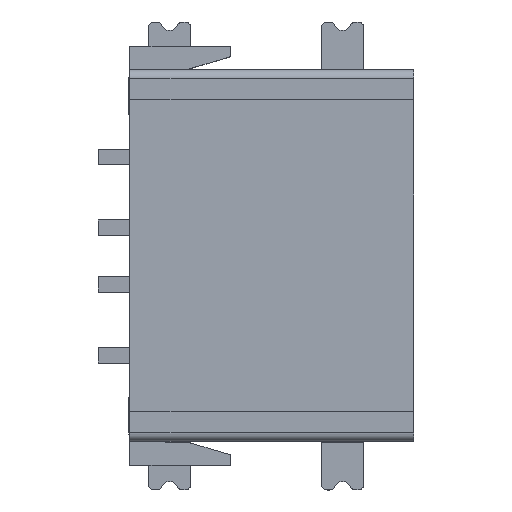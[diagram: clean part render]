
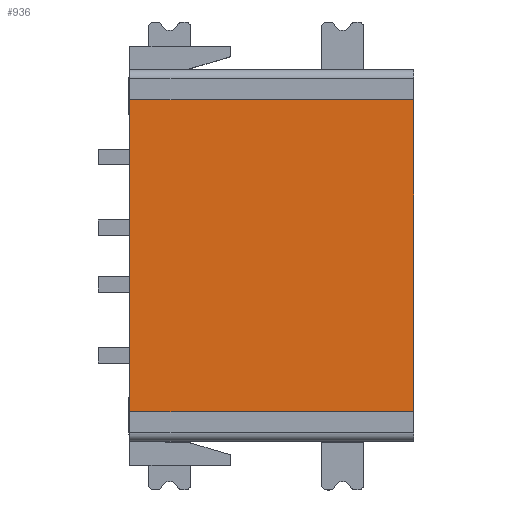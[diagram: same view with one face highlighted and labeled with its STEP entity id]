
A CAD part, top view. The second image highlights one B-rep face of the part: STEP entity #936.
In plain terms, the highlighted planar face has unit normal (0, 0, 1).
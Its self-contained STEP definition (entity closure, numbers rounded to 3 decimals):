
#936 = ADVANCED_FACE( '', ( #2275 ), #2276, .T. );
#2275 = FACE_OUTER_BOUND( '', #4302, .T. );
#2276 = PLANE( '', #4303 );
#4302 = EDGE_LOOP( '', ( #7275, #7276, #7277, #7278 ) );
#4303 = AXIS2_PLACEMENT_3D( '', #7279, #7280, #7281 );
#7275 = ORIENTED_EDGE( '', *, *, #12459, .T. );
#7276 = ORIENTED_EDGE( '', *, *, #12460, .T. );
#7277 = ORIENTED_EDGE( '', *, *, #12461, .T. );
#7278 = ORIENTED_EDGE( '', *, *, #12462, .T. );
#7279 = CARTESIAN_POINT( '', ( 0., 0., 0.05 ) );
#7280 = DIRECTION( '', ( 0., 0., 1. ) );
#7281 = DIRECTION( '', ( 1., 0., 0. ) );
#12459 = EDGE_CURVE( '', #15245, #15246, #15247, .T. );
#12460 = EDGE_CURVE( '', #15246, #15248, #15249, .T. );
#12461 = EDGE_CURVE( '', #15248, #15250, #15251, .T. );
#12462 = EDGE_CURVE( '', #15250, #15245, #15252, .T. );
#15245 = VERTEX_POINT( '', #19109 );
#15246 = VERTEX_POINT( '', #19110 );
#15247 = LINE( '', #19111, #19112 );
#15248 = VERTEX_POINT( '', #19113 );
#15249 = LINE( '', #19114, #19115 );
#15250 = VERTEX_POINT( '', #19116 );
#15251 = LINE( '', #19117, #19118 );
#15252 = LINE( '', #19119, #19120 );
#19109 = CARTESIAN_POINT( '', ( -5.5, 5., 0.05 ) );
#19110 = CARTESIAN_POINT( '', ( -5.5, -5., 0.05 ) );
#19111 = CARTESIAN_POINT( '', ( -5.5, 5., 0.05 ) );
#19112 = VECTOR( '', #22855, 1000. );
#19113 = CARTESIAN_POINT( '', ( 5.5, -5., 0.05 ) );
#19114 = CARTESIAN_POINT( '', ( -5.5, -5., 0.05 ) );
#19115 = VECTOR( '', #22856, 1000. );
#19116 = CARTESIAN_POINT( '', ( 5.5, 5., 0.05 ) );
#19117 = CARTESIAN_POINT( '', ( 5.5, -5., 0.05 ) );
#19118 = VECTOR( '', #22857, 1000. );
#19119 = CARTESIAN_POINT( '', ( 5.5, 5., 0.05 ) );
#19120 = VECTOR( '', #22858, 1000. );
#22855 = DIRECTION( '', ( 0., -1., 0. ) );
#22856 = DIRECTION( '', ( 1., 0., 0. ) );
#22857 = DIRECTION( '', ( 0., 1., 0. ) );
#22858 = DIRECTION( '', ( -1., 0., 0. ) );
